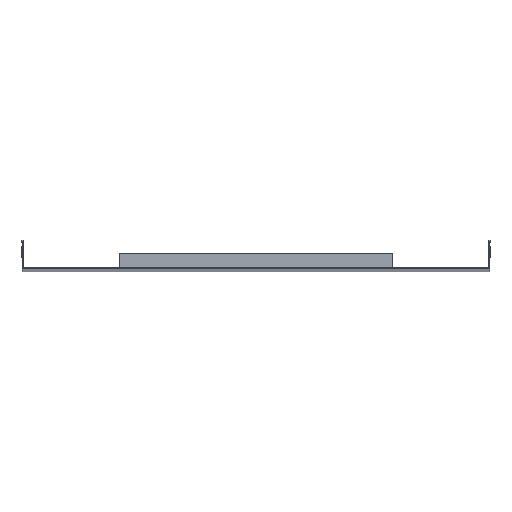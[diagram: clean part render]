
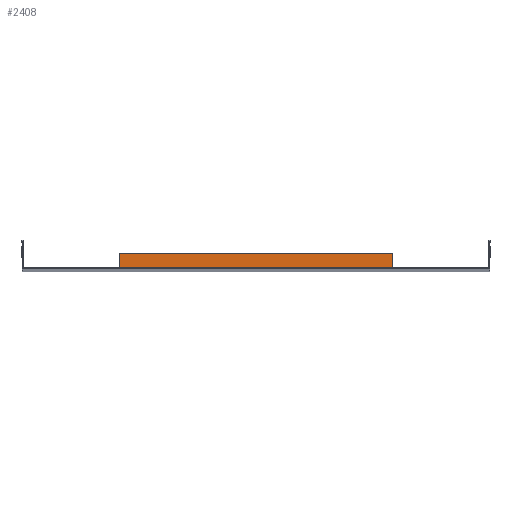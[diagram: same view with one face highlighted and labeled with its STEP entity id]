
A CAD part, top view. The second image highlights one B-rep face of the part: STEP entity #2408.
In plain terms, the highlighted planar face has unit normal (0, 0, 1).
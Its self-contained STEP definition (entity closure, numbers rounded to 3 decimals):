
#112 = EDGE_CURVE ( 'NONE', #1379, #626, #938, .T. ) ;
#197 = AXIS2_PLACEMENT_3D ( 'NONE', #1022, #2632, #1434 ) ;
#246 = DIRECTION ( 'NONE',  ( 0., 1., 0. ) ) ;
#274 = VECTOR ( 'NONE', #460, 1000. ) ;
#357 = DIRECTION ( 'NONE',  ( -1., 0., 0. ) ) ;
#460 = DIRECTION ( 'NONE',  ( 0., -1., 0. ) ) ;
#626 = VERTEX_POINT ( 'NONE', #823 ) ;
#641 = ORIENTED_EDGE ( 'NONE', *, *, #2128, .T. ) ;
#689 = ORIENTED_EDGE ( 'NONE', *, *, #2109, .T. ) ;
#737 = DIRECTION ( 'NONE',  ( 1., 0., 0. ) ) ;
#823 = CARTESIAN_POINT ( 'NONE',  ( 145., -1.5, 944. ) ) ;
#826 = LINE ( 'NONE', #1483, #274 ) ;
#926 = VECTOR ( 'NONE', #357, 1000. ) ;
#938 = LINE ( 'NONE', #2583, #1019 ) ;
#977 = LINE ( 'NONE', #1978, #926 ) ;
#1019 = VECTOR ( 'NONE', #737, 1000. ) ;
#1022 = CARTESIAN_POINT ( 'NONE',  ( 0., 0., 944. ) ) ;
#1180 = CARTESIAN_POINT ( 'NONE',  ( -145., 15., 944. ) ) ;
#1210 = PLANE ( 'NONE',  #197 ) ;
#1261 = CARTESIAN_POINT ( 'NONE',  ( 145., 0., 944. ) ) ;
#1264 = EDGE_CURVE ( 'NONE', #1987, #1494, #977, .T. ) ;
#1296 = VECTOR ( 'NONE', #246, 1000. ) ;
#1379 = VERTEX_POINT ( 'NONE', #1670 ) ;
#1434 = DIRECTION ( 'NONE',  ( 0., -1., 0. ) ) ;
#1483 = CARTESIAN_POINT ( 'NONE',  ( -145., 0., 944. ) ) ;
#1494 = VERTEX_POINT ( 'NONE', #1180 ) ;
#1670 = CARTESIAN_POINT ( 'NONE',  ( -145., -1.5, 944. ) ) ;
#1787 = FACE_OUTER_BOUND ( 'NONE', #2122, .T. ) ;
#1978 = CARTESIAN_POINT ( 'NONE',  ( 145., 15., 944. ) ) ;
#1985 = ORIENTED_EDGE ( 'NONE', *, *, #1264, .T. ) ;
#1987 = VERTEX_POINT ( 'NONE', #2636 ) ;
#2109 = EDGE_CURVE ( 'NONE', #1494, #1379, #826, .T. ) ;
#2122 = EDGE_LOOP ( 'NONE', ( #689, #2374, #641, #1985 ) ) ;
#2128 = EDGE_CURVE ( 'NONE', #626, #1987, #2492, .T. ) ;
#2374 = ORIENTED_EDGE ( 'NONE', *, *, #112, .T. ) ;
#2408 = ADVANCED_FACE ( 'NONE', ( #1787 ), #1210, .T. ) ;
#2492 = LINE ( 'NONE', #1261, #1296 ) ;
#2583 = CARTESIAN_POINT ( 'NONE',  ( 0., -1.5, 944. ) ) ;
#2632 = DIRECTION ( 'NONE',  ( 0., 0., 1. ) ) ;
#2636 = CARTESIAN_POINT ( 'NONE',  ( 145., 15., 944. ) ) ;
